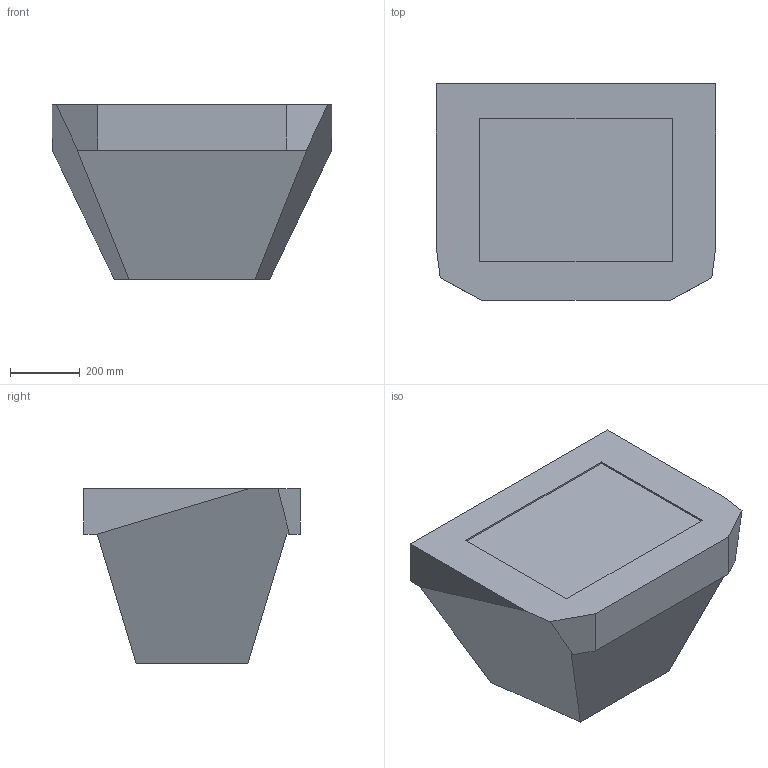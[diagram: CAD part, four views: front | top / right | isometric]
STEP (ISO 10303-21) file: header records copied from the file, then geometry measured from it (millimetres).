
FILE_DESCRIPTION(/* description */ (''),/* implementation_level */ '2;1');
FILE_NAME(/* name */ 'TV.stp',/* time_stamp */ '2017-10-24T23:46:07-02:00',/* author */ ('Felipe'),/* organization */ (''),/* preprocessor_version */ 'ST-DEVELOPER v16.5',/* originating_system */ 'Autodesk Inventor 2017',/* authorisation */ '');
FILE_SCHEMA (('AUTOMOTIVE_DESIGN { 1 0 10303 214 3 1 1 }'));
Length unit declared in the file: millimetre
Products named in the file (1): TV
Bounding box: 800 x 620 x 500 mm (x, y, z)
Volume: 152661850.8 mm3; surface area: 1824560.7 mm2
Topology: 1 solids, 1 shells, 19 faces, 46 edges, 30 vertices
Faces by surface type: plane 19
Entity records: 596 total; most frequent: CARTESIAN_POINT 96, ORIENTED_EDGE 92, DIRECTION 86, LINE 46, VECTOR 46, EDGE_CURVE 46, VERTEX_POINT 30, EDGE_LOOP 20
